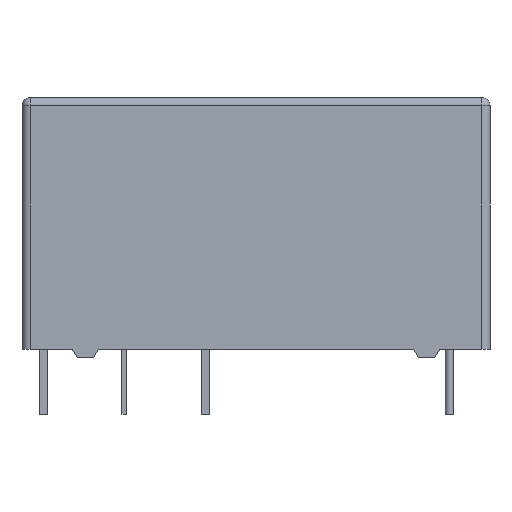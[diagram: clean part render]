
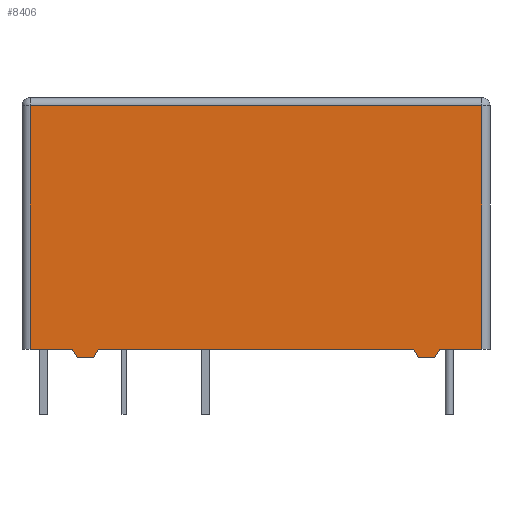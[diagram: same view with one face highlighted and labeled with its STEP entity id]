
A CAD part, front view. The second image highlights one B-rep face of the part: STEP entity #8406.
In plain terms, the highlighted face is planar.
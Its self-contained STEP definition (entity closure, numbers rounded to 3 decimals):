
#1000=FACE_OUTER_BOUND('',#1501,.T.);
#1501=EDGE_LOOP('',(#6192,#6193,#6194,#6195,#6196,#6197,#6198,#6199,#6200,
#6201,#6202,#6203));
#2065=LINE('',#12360,#2845);
#2067=LINE('',#12376,#2847);
#2069=LINE('',#12382,#2849);
#2070=LINE('',#12384,#2850);
#2071=LINE('',#12386,#2851);
#2072=LINE('',#12388,#2852);
#2073=LINE('',#12390,#2853);
#2074=LINE('',#12392,#2854);
#2075=LINE('',#12394,#2855);
#2076=LINE('',#12396,#2856);
#2077=LINE('',#12398,#2857);
#2078=LINE('',#12399,#2858);
#2845=VECTOR('',#10006,27.8);
#2847=VECTOR('',#10030,15.);
#2849=VECTOR('',#10036,15.);
#2850=VECTOR('',#10037,2.6);
#2851=VECTOR('',#10038,0.583);
#2852=VECTOR('',#10039,1.);
#2853=VECTOR('',#10040,0.583);
#2854=VECTOR('',#10041,19.4);
#2855=VECTOR('',#10042,0.583);
#2856=VECTOR('',#10043,1.);
#2857=VECTOR('',#10044,0.583);
#2858=VECTOR('',#10045,2.6);
#3636=VERTEX_POINT('',#12357);
#3637=VERTEX_POINT('',#12359);
#3640=VERTEX_POINT('',#12375);
#3642=VERTEX_POINT('',#12381);
#3643=VERTEX_POINT('',#12383);
#3644=VERTEX_POINT('',#12385);
#3645=VERTEX_POINT('',#12387);
#3646=VERTEX_POINT('',#12389);
#3647=VERTEX_POINT('',#12391);
#3648=VERTEX_POINT('',#12393);
#3649=VERTEX_POINT('',#12395);
#3650=VERTEX_POINT('',#12397);
#4583=EDGE_CURVE('',#3636,#3637,#2065,.T.);
#4591=EDGE_CURVE('',#3637,#3640,#2067,.T.);
#4594=EDGE_CURVE('',#3642,#3636,#2069,.T.);
#4595=EDGE_CURVE('',#3643,#3642,#2070,.T.);
#4596=EDGE_CURVE('',#3644,#3643,#2071,.T.);
#4597=EDGE_CURVE('',#3645,#3644,#2072,.T.);
#4598=EDGE_CURVE('',#3646,#3645,#2073,.T.);
#4599=EDGE_CURVE('',#3647,#3646,#2074,.T.);
#4600=EDGE_CURVE('',#3648,#3647,#2075,.T.);
#4601=EDGE_CURVE('',#3649,#3648,#2076,.T.);
#4602=EDGE_CURVE('',#3650,#3649,#2077,.T.);
#4603=EDGE_CURVE('',#3640,#3650,#2078,.T.);
#6192=ORIENTED_EDGE('',*,*,#4583,.F.);
#6193=ORIENTED_EDGE('',*,*,#4594,.F.);
#6194=ORIENTED_EDGE('',*,*,#4595,.F.);
#6195=ORIENTED_EDGE('',*,*,#4596,.F.);
#6196=ORIENTED_EDGE('',*,*,#4597,.F.);
#6197=ORIENTED_EDGE('',*,*,#4598,.F.);
#6198=ORIENTED_EDGE('',*,*,#4599,.F.);
#6199=ORIENTED_EDGE('',*,*,#4600,.F.);
#6200=ORIENTED_EDGE('',*,*,#4601,.F.);
#6201=ORIENTED_EDGE('',*,*,#4602,.F.);
#6202=ORIENTED_EDGE('',*,*,#4603,.F.);
#6203=ORIENTED_EDGE('',*,*,#4591,.F.);
#8093=PLANE('',#9026);
#8406=ADVANCED_FACE('',(#1000),#8093,.F.);
#9026=AXIS2_PLACEMENT_3D('',#12380,#10034,#10035);
#10006=DIRECTION('',(-1.,0.,0.));
#10030=DIRECTION('',(0.,0.,-1.));
#10034=DIRECTION('center_axis',(0.,-1.,0.));
#10035=DIRECTION('ref_axis',(1.,0.,0.));
#10036=DIRECTION('',(0.,0.,1.));
#10037=DIRECTION('',(1.,0.,0.));
#10038=DIRECTION('',(0.514,0.,0.857));
#10039=DIRECTION('',(1.,0.,0.));
#10040=DIRECTION('',(0.514,0.,-0.857));
#10041=DIRECTION('',(1.,0.,0.));
#10042=DIRECTION('',(0.514,0.,0.857));
#10043=DIRECTION('',(1.,0.,0.));
#10044=DIRECTION('',(0.514,0.,-0.857));
#10045=DIRECTION('',(1.,0.,0.));
#12357=CARTESIAN_POINT('',(13.9,6.25,15.5));
#12359=CARTESIAN_POINT('',(-13.9,6.25,15.5));
#12360=CARTESIAN_POINT('',(0.,6.25,15.5));
#12375=CARTESIAN_POINT('',(-13.9,6.25,0.5));
#12376=CARTESIAN_POINT('',(-13.9,6.25,7.85));
#12380=CARTESIAN_POINT('Origin',(0.,6.25,0.));
#12381=CARTESIAN_POINT('',(13.9,6.25,0.5));
#12382=CARTESIAN_POINT('',(13.9,6.25,7.85));
#12383=CARTESIAN_POINT('',(11.3,6.25,0.5));
#12384=CARTESIAN_POINT('',(11.3,6.25,0.5));
#12385=CARTESIAN_POINT('',(11.,6.25,0.));
#12386=CARTESIAN_POINT('',(11.,6.25,0.));
#12387=CARTESIAN_POINT('',(10.,6.25,0.));
#12388=CARTESIAN_POINT('',(10.,6.25,0.));
#12389=CARTESIAN_POINT('',(9.7,6.25,0.5));
#12390=CARTESIAN_POINT('',(9.7,6.25,0.5));
#12391=CARTESIAN_POINT('',(-9.7,6.25,0.5));
#12392=CARTESIAN_POINT('',(-9.7,6.25,0.5));
#12393=CARTESIAN_POINT('',(-10.,6.25,0.));
#12394=CARTESIAN_POINT('',(-10.,6.25,0.));
#12395=CARTESIAN_POINT('',(-11.,6.25,0.));
#12396=CARTESIAN_POINT('',(-11.,6.25,0.));
#12397=CARTESIAN_POINT('',(-11.3,6.25,0.5));
#12398=CARTESIAN_POINT('',(-11.3,6.25,0.5));
#12399=CARTESIAN_POINT('',(-14.4,6.25,0.5));
